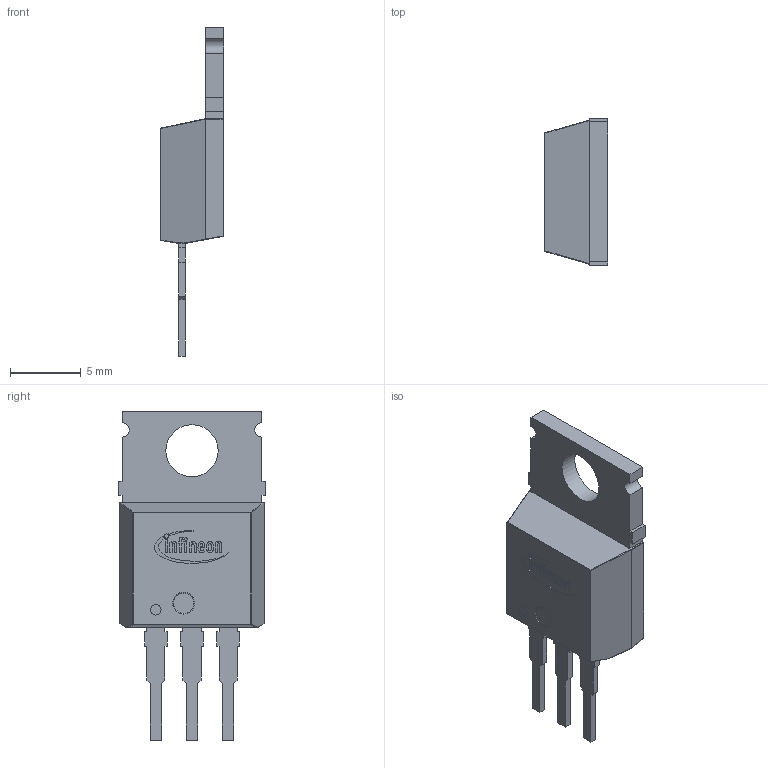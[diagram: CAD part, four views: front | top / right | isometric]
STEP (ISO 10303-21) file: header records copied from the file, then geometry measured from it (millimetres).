
FILE_DESCRIPTION(/* description */ (''),/* implementation_level */ '2;1');
FILE_NAME(/* name */ 'Infineon IRFZ34NPBF - TO-220 TO-220AB TO 220AB.stp',/* time_stamp */ '2021-02-12T14:46:28-04:00',/* author */ ('rabri'),/* organization */ (''),/* preprocessor_version */ 'ST-DEVELOPER v18',/* originating_system */ 'Autodesk Inventor 2020',/* authorisation */ '');
FILE_SCHEMA (('AUTOMOTIVE_DESIGN { 1 0 10303 214 3 1 1 }'));
Length unit declared in the file: millimetre
Products named in the file (4): STMicroelectronics STP7N105K5 - TO-220 TO-220AB TO 220AB; body; pins; logo
Assembly tree (3 placements, depth 2):
  STMicroelectronics STP7N105K5 - TO-220 TO-220AB TO 220AB
    body
    pins
    logo
Bounding box: 4.45 x 10.36 x 23.15 mm (x, y, z)
Volume: 436.7 mm3; surface area: 716.3 mm2
Topology: 18 solids, 18 shells, 275 faces, 697 edges, 453 vertices
Faces by surface type: plane 165, bspline 74, cylinder 25, sphere 8, torus 2, cone 1
Full cylindrical faces by diameter (mm): 0.738 x1, 3.68 x1
Entity records: 8736 total; most frequent: CARTESIAN_POINT 2350, ORIENTED_EDGE 1382, DIRECTION 1086, EDGE_CURVE 691, LINE 480, VECTOR 480, VERTEX_POINT 453, AXIS2_PLACEMENT_3D 303
